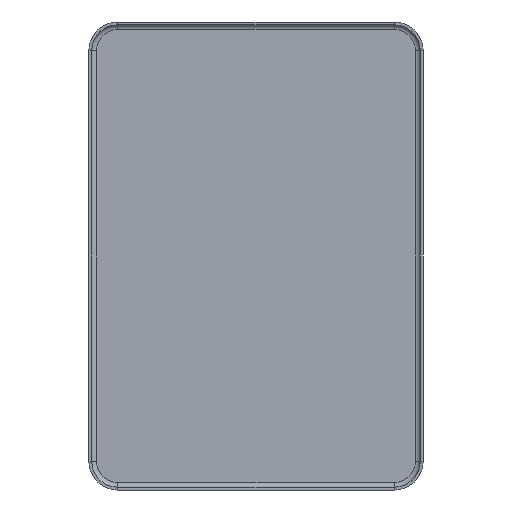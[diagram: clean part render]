
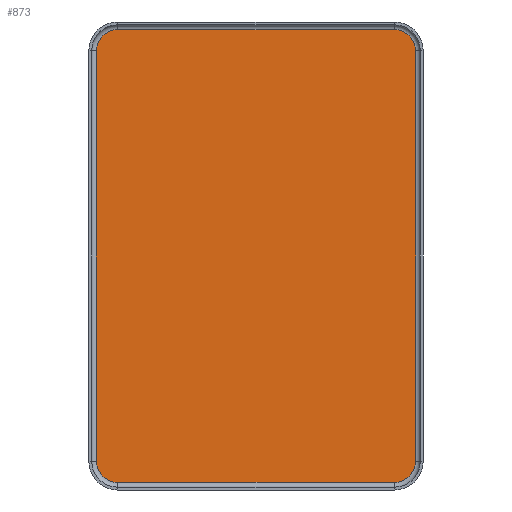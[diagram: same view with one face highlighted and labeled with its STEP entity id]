
A CAD part, front view. The second image highlights one B-rep face of the part: STEP entity #873.
In plain terms, the highlighted planar face has unit normal (0, -1, 0).
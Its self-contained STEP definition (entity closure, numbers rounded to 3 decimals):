
#16 = ORIENTED_EDGE ( 'NONE', *, *, #485, .F. ) ;
#22 = DIRECTION ( 'NONE',  ( 0., -1., 0. ) ) ;
#37 = CARTESIAN_POINT ( 'NONE',  ( -14.5, -0.3, 23.7 ) ) ;
#45 = ORIENTED_EDGE ( 'NONE', *, *, #490, .F. ) ;
#89 = DIRECTION ( 'NONE',  ( 0., 1., 0. ) ) ;
#105 = CARTESIAN_POINT ( 'NONE',  ( 14.5, -0.3, 21.5 ) ) ;
#120 = VERTEX_POINT ( 'NONE', #207 ) ;
#121 = CARTESIAN_POINT ( 'NONE',  ( -14.5, -0.3, -21.5 ) ) ;
#160 = DIRECTION ( 'NONE',  ( 0., 1., 0. ) ) ;
#163 = CARTESIAN_POINT ( 'NONE',  ( -16.7, -0.3, 21.5 ) ) ;
#166 = ORIENTED_EDGE ( 'NONE', *, *, #675, .F. ) ;
#192 = VECTOR ( 'NONE', #293, 1000. ) ;
#207 = CARTESIAN_POINT ( 'NONE',  ( 16.7, -0.3, 21.5 ) ) ;
#220 = EDGE_CURVE ( 'NONE', #368, #458, #673, .T. ) ;
#234 = CARTESIAN_POINT ( 'NONE',  ( 14.5, -0.3, 23.7 ) ) ;
#285 = CIRCLE ( 'NONE', #608, 2.2 ) ;
#286 = DIRECTION ( 'NONE',  ( 0., 1., 0. ) ) ;
#293 = DIRECTION ( 'NONE',  ( -1., 0., 0. ) ) ;
#299 = PLANE ( 'NONE',  #645 ) ;
#306 = DIRECTION ( 'NONE',  ( 0., 1., 0. ) ) ;
#342 = CARTESIAN_POINT ( 'NONE',  ( 14.5, -0.3, 21.5 ) ) ;
#367 = LINE ( 'NONE', #725, #401 ) ;
#368 = VERTEX_POINT ( 'NONE', #424 ) ;
#395 = CARTESIAN_POINT ( 'NONE',  ( -14.5, -0.3, 21.5 ) ) ;
#401 = VECTOR ( 'NONE', #1092, 1000. ) ;
#422 = AXIS2_PLACEMENT_3D ( 'NONE', #342, #160, #1158 ) ;
#424 = CARTESIAN_POINT ( 'NONE',  ( -16.7, -0.3, -21.5 ) ) ;
#442 = CARTESIAN_POINT ( 'NONE',  ( -14.5, -0.3, -23.7 ) ) ;
#458 = VERTEX_POINT ( 'NONE', #163 ) ;
#485 = EDGE_CURVE ( 'NONE', #633, #773, #285, .T. ) ;
#489 = CARTESIAN_POINT ( 'NONE',  ( 14.5, -0.3, -23.7 ) ) ;
#490 = EDGE_CURVE ( 'NONE', #1032, #120, #937, .T. ) ;
#491 = CARTESIAN_POINT ( 'NONE',  ( 16.7, -0.3, 21.5 ) ) ;
#497 = DIRECTION ( 'NONE',  ( 0., 0., -1. ) ) ;
#501 = ORIENTED_EDGE ( 'NONE', *, *, #807, .F. ) ;
#590 = AXIS2_PLACEMENT_3D ( 'NONE', #395, #306, #668 ) ;
#596 = CARTESIAN_POINT ( 'NONE',  ( 14.5, -0.3, -23.7 ) ) ;
#608 = AXIS2_PLACEMENT_3D ( 'NONE', #632, #89, #798 ) ;
#628 = AXIS2_PLACEMENT_3D ( 'NONE', #121, #286, #829 ) ;
#632 = CARTESIAN_POINT ( 'NONE',  ( 14.5, -0.3, -21.5 ) ) ;
#633 = VERTEX_POINT ( 'NONE', #1118 ) ;
#645 = AXIS2_PLACEMENT_3D ( 'NONE', #105, #22, #1109 ) ;
#668 = DIRECTION ( 'NONE',  ( 0., 0., 1. ) ) ;
#673 = LINE ( 'NONE', #687, #898 ) ;
#675 = EDGE_CURVE ( 'NONE', #776, #1032, #367, .T. ) ;
#687 = CARTESIAN_POINT ( 'NONE',  ( -16.7, -0.3, -21.5 ) ) ;
#725 = CARTESIAN_POINT ( 'NONE',  ( -14.5, -0.3, 23.7 ) ) ;
#726 = EDGE_CURVE ( 'NONE', #120, #633, #1035, .T. ) ;
#742 = FACE_OUTER_BOUND ( 'NONE', #1018, .T. ) ;
#751 = ORIENTED_EDGE ( 'NONE', *, *, #780, .F. ) ;
#773 = VERTEX_POINT ( 'NONE', #596 ) ;
#776 = VERTEX_POINT ( 'NONE', #37 ) ;
#779 = ORIENTED_EDGE ( 'NONE', *, *, #726, .F. ) ;
#780 = EDGE_CURVE ( 'NONE', #458, #776, #957, .T. ) ;
#798 = DIRECTION ( 'NONE',  ( 0., 0., 1. ) ) ;
#807 = EDGE_CURVE ( 'NONE', #773, #1100, #1034, .T. ) ;
#829 = DIRECTION ( 'NONE',  ( 0., 0., 1. ) ) ;
#832 = EDGE_CURVE ( 'NONE', #1100, #368, #860, .T. ) ;
#860 = CIRCLE ( 'NONE', #628, 2.2 ) ;
#873 = ADVANCED_FACE ( 'NONE', ( #742 ), #299, .T. ) ;
#898 = VECTOR ( 'NONE', #967, 1000. ) ;
#937 = CIRCLE ( 'NONE', #422, 2.2 ) ;
#957 = CIRCLE ( 'NONE', #590, 2.2 ) ;
#963 = ORIENTED_EDGE ( 'NONE', *, *, #220, .F. ) ;
#967 = DIRECTION ( 'NONE',  ( 0., 0., 1. ) ) ;
#1018 = EDGE_LOOP ( 'NONE', ( #45, #166, #751, #963, #1038, #501, #16, #779 ) ) ;
#1032 = VERTEX_POINT ( 'NONE', #234 ) ;
#1034 = LINE ( 'NONE', #489, #192 ) ;
#1035 = LINE ( 'NONE', #491, #1049 ) ;
#1038 = ORIENTED_EDGE ( 'NONE', *, *, #832, .F. ) ;
#1049 = VECTOR ( 'NONE', #497, 1000. ) ;
#1092 = DIRECTION ( 'NONE',  ( 1., 0., 0. ) ) ;
#1100 = VERTEX_POINT ( 'NONE', #442 ) ;
#1109 = DIRECTION ( 'NONE',  ( 0., 0., -1. ) ) ;
#1118 = CARTESIAN_POINT ( 'NONE',  ( 16.7, -0.3, -21.5 ) ) ;
#1158 = DIRECTION ( 'NONE',  ( 0., 0., 1. ) ) ;
